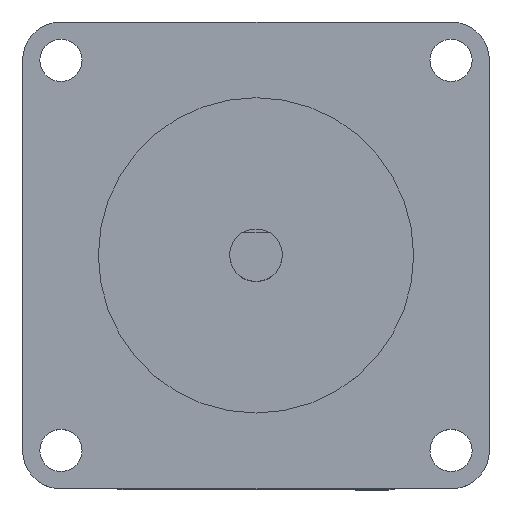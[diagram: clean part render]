
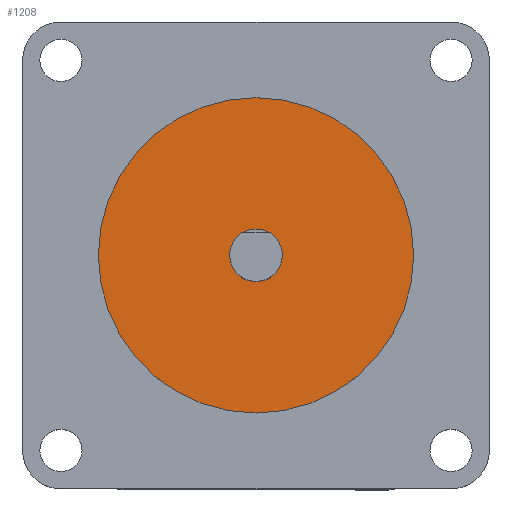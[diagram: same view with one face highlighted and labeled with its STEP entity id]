
A CAD part, top view. The second image highlights one B-rep face of the part: STEP entity #1208.
In plain terms, the highlighted planar face has unit normal (0, 0, 1).
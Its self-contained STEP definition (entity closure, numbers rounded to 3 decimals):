
#88 = CARTESIAN_POINT ( 'NONE',  ( 0., 0., 1.6 ) ) ;
#151 = AXIS2_PLACEMENT_3D ( 'NONE', #945, #2778, #1205 ) ;
#183 = AXIS2_PLACEMENT_3D ( 'NONE', #1360, #3194, #1637 ) ;
#343 = DIRECTION ( 'NONE',  ( -1., 0., 0. ) ) ;
#375 = AXIS2_PLACEMENT_3D ( 'NONE', #2304, #740, #2569 ) ;
#442 = DIRECTION ( 'NONE',  ( 0., 0., -1. ) ) ;
#449 = FACE_BOUND ( 'NONE', #586, .T. ) ;
#477 = ORIENTED_EDGE ( 'NONE', *, *, #2785, .T. ) ;
#538 = CIRCLE ( 'NONE', #375, 3.175 ) ;
#586 = EDGE_LOOP ( 'NONE', ( #477, #3208 ) ) ;
#740 = DIRECTION ( 'NONE',  ( 0., 0., -1. ) ) ;
#783 = VERTEX_POINT ( 'NONE', #2030 ) ;
#824 = AXIS2_PLACEMENT_3D ( 'NONE', #2017, #442, #2271 ) ;
#945 = CARTESIAN_POINT ( 'NONE',  ( 0., 0., 1.6 ) ) ;
#1036 = AXIS2_PLACEMENT_3D ( 'NONE', #88, #1904, #343 ) ;
#1130 = FACE_OUTER_BOUND ( 'NONE', #2422, .T. ) ;
#1194 = VERTEX_POINT ( 'NONE', #2138 ) ;
#1205 = DIRECTION ( 'NONE',  ( -1., 0., 0. ) ) ;
#1208 = ADVANCED_FACE ( 'NONE', ( #1130, #449 ), #2408, .F. ) ;
#1303 = EDGE_CURVE ( 'NONE', #783, #2468, #2975, .T. ) ;
#1360 = CARTESIAN_POINT ( 'NONE',  ( 0., 0., 1.6 ) ) ;
#1537 = VERTEX_POINT ( 'NONE', #1723 ) ;
#1637 = DIRECTION ( 'NONE',  ( -1., 0., 0. ) ) ;
#1723 = CARTESIAN_POINT ( 'NONE',  ( 3.175, 0., 1.6 ) ) ;
#1904 = DIRECTION ( 'NONE',  ( 0., 0., -1. ) ) ;
#2017 = CARTESIAN_POINT ( 'NONE',  ( 0., 0., 1.6 ) ) ;
#2030 = CARTESIAN_POINT ( 'NONE',  ( 19.05, 0., 1.6 ) ) ;
#2138 = CARTESIAN_POINT ( 'NONE',  ( -3.175, 0., 1.6 ) ) ;
#2244 = ORIENTED_EDGE ( 'NONE', *, *, #1303, .F. ) ;
#2259 = ORIENTED_EDGE ( 'NONE', *, *, #3024, .F. ) ;
#2271 = DIRECTION ( 'NONE',  ( -1., 0., 0. ) ) ;
#2304 = CARTESIAN_POINT ( 'NONE',  ( 0., 0., 1.6 ) ) ;
#2408 = PLANE ( 'NONE',  #183 ) ;
#2414 = CARTESIAN_POINT ( 'NONE',  ( -19.05, 0., 1.6 ) ) ;
#2422 = EDGE_LOOP ( 'NONE', ( #2259, #2244 ) ) ;
#2468 = VERTEX_POINT ( 'NONE', #2414 ) ;
#2569 = DIRECTION ( 'NONE',  ( -1., 0., 0. ) ) ;
#2594 = CIRCLE ( 'NONE', #824, 3.175 ) ;
#2666 = CIRCLE ( 'NONE', #151, 19.05 ) ;
#2778 = DIRECTION ( 'NONE',  ( 0., 0., -1. ) ) ;
#2785 = EDGE_CURVE ( 'NONE', #1194, #1537, #538, .T. ) ;
#2975 = CIRCLE ( 'NONE', #1036, 19.05 ) ;
#3024 = EDGE_CURVE ( 'NONE', #2468, #783, #2666, .T. ) ;
#3056 = EDGE_CURVE ( 'NONE', #1537, #1194, #2594, .T. ) ;
#3194 = DIRECTION ( 'NONE',  ( 0., 0., -1. ) ) ;
#3208 = ORIENTED_EDGE ( 'NONE', *, *, #3056, .T. ) ;
